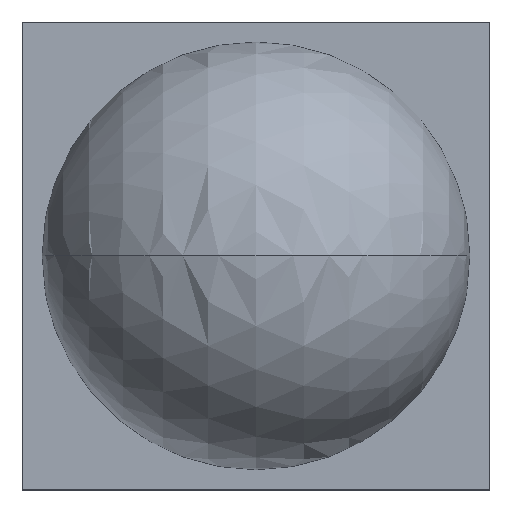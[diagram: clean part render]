
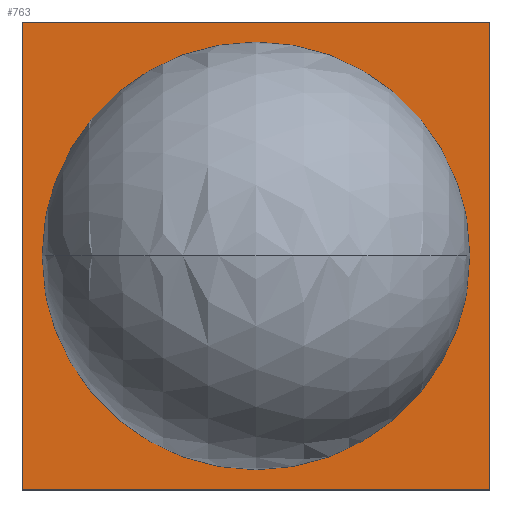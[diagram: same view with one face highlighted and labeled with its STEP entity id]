
A CAD part, top view. The second image highlights one B-rep face of the part: STEP entity #763.
In plain terms, the highlighted planar face has unit normal (0, 0, 1).
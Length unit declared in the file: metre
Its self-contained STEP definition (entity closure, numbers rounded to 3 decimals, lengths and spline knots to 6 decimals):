
#52=LINE('',#1234,#133);
#53=LINE('',#1237,#134);
#54=LINE('',#1239,#135);
#55=LINE('',#1241,#136);
#133=VECTOR('',#1025,1.);
#134=VECTOR('',#1026,1.);
#135=VECTOR('',#1027,1.);
#136=VECTOR('',#1028,1.);
#214=PLANE('',#951);
#249=ORIENTED_EDGE('',*,*,#453,.T.);
#250=ORIENTED_EDGE('',*,*,#452,.F.);
#251=ORIENTED_EDGE('',*,*,#454,.T.);
#252=ORIENTED_EDGE('',*,*,#455,.T.);
#253=ORIENTED_EDGE('',*,*,#456,.T.);
#254=ORIENTED_EDGE('',*,*,#457,.T.);
#452=EDGE_CURVE('',#553,#554,#624,.T.);
#453=EDGE_CURVE('',#553,#554,#625,.T.);
#454=EDGE_CURVE('',#555,#556,#52,.T.);
#455=EDGE_CURVE('',#556,#557,#53,.T.);
#456=EDGE_CURVE('',#557,#558,#54,.T.);
#457=EDGE_CURVE('',#558,#555,#55,.T.);
#553=VERTEX_POINT('',#1229);
#554=VERTEX_POINT('',#1230);
#555=VERTEX_POINT('',#1235);
#556=VERTEX_POINT('',#1236);
#557=VERTEX_POINT('',#1238);
#558=VERTEX_POINT('',#1240);
#624=CIRCLE('',#950,0.0016);
#625=CIRCLE('',#952,0.0016);
#645=EDGE_LOOP('',(#249,#250));
#646=EDGE_LOOP('',(#251,#252,#253,#254));
#703=FACE_BOUND('',#645,.T.);
#704=FACE_BOUND('',#646,.T.);
#763=ADVANCED_FACE('',(#703,#704),#214,.T.);
#950=AXIS2_PLACEMENT_3D('',#1231,#1019,#1020);
#951=AXIS2_PLACEMENT_3D('',#1232,#1021,#1022);
#952=AXIS2_PLACEMENT_3D('',#1233,#1023,#1024);
#1019=DIRECTION('',(0.,0.,1.));
#1020=DIRECTION('',(1.,0.,0.));
#1021=DIRECTION('',(0.,0.,1.));
#1022=DIRECTION('',(1.,0.,0.));
#1023=DIRECTION('',(0.,0.,-1.));
#1024=DIRECTION('',(1.,0.,0.));
#1025=DIRECTION('',(0.,1.,0.));
#1026=DIRECTION('',(-1.,0.,0.));
#1027=DIRECTION('',(0.,-1.,0.));
#1028=DIRECTION('',(1.,0.,0.));
#1229=CARTESIAN_POINT('',(0.0016,0.,0.00007));
#1230=CARTESIAN_POINT('',(-0.0016,0.,0.00007));
#1231=CARTESIAN_POINT('',(0.,0.,0.00007));
#1232=CARTESIAN_POINT('',(0.0016,0.,0.00007));
#1233=CARTESIAN_POINT('',(0.,0.,0.00007));
#1234=CARTESIAN_POINT('',(0.00175,0.,0.00007));
#1235=CARTESIAN_POINT('',(0.00175,-0.00175,0.00007));
#1236=CARTESIAN_POINT('',(0.00175,0.00175,0.00007));
#1237=CARTESIAN_POINT('',(0.0016,0.00175,0.00007));
#1238=CARTESIAN_POINT('',(-0.00175,0.00175,0.00007));
#1239=CARTESIAN_POINT('',(-0.00175,0.,0.00007));
#1240=CARTESIAN_POINT('',(-0.00175,-0.00175,0.00007));
#1241=CARTESIAN_POINT('',(0.0016,-0.00175,0.00007));
